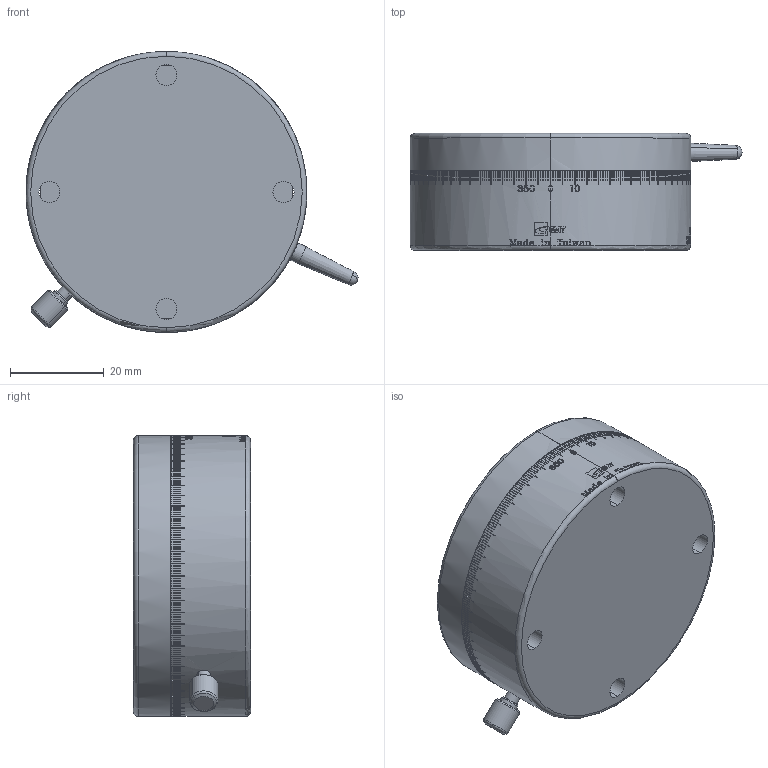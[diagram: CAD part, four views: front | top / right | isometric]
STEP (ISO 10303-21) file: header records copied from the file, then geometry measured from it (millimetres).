
FILE_DESCRIPTION (( 'STEP AP203' ), '1' );
FILE_NAME ('MRE60-A(«¬¿ý).STEP', '2013-10-09T05:09:23', ( '' ), ( '' ), 'SwSTEP 2.0', 'SolidWorks 2013', '' );
FILE_SCHEMA (( 'CONFIG_CONTROL_DESIGN' ));
Products named in the file (2): Group1^MRE60-A(型錄); MRE60-A(型錄)
Assembly tree (1 placements, depth 2):
  MRE60-A(型錄)
    Group1^MRE60-A(型錄)
Bounding box: 70.92 x 25 x 60 mm (x, y, z)
Volume: 65723.8 mm3; surface area: 15136.2 mm2
Topology: 2 solids, 3 shells, 3062 faces, 8205 edges, 5218 vertices
Faces by surface type: plane 2178, bspline 704, cylinder 156, cone 16, torus 6, sphere 2
Entity records: 112654 total; most frequent: CARTESIAN_POINT 40101, ORIENTED_EDGE 16406, DIRECTION 12988, EDGE_CURVE 8203, VERTEX_POINT 5218, LINE 4944, VECTOR 4944, AXIS2_PLACEMENT_3D 4022
